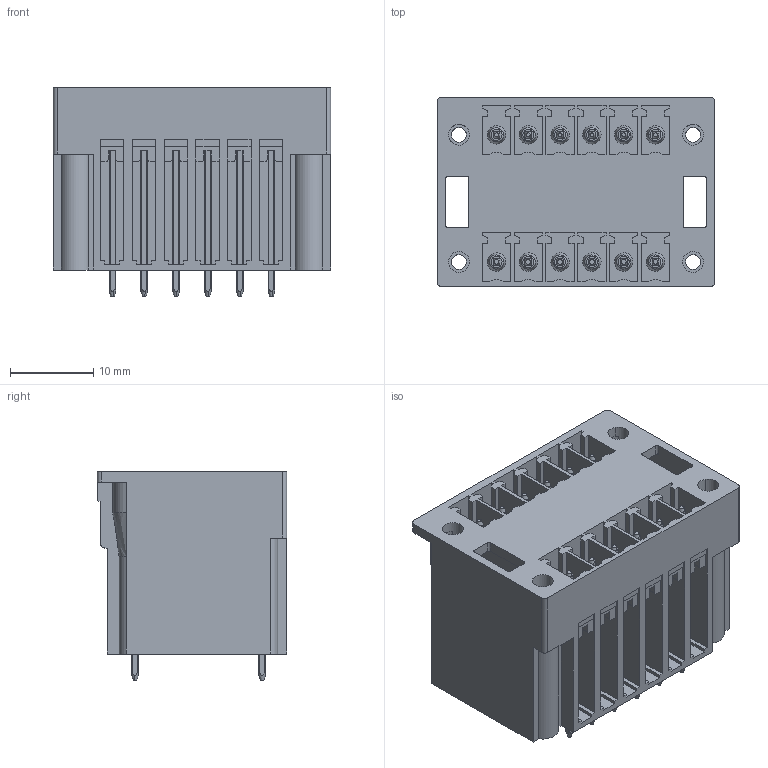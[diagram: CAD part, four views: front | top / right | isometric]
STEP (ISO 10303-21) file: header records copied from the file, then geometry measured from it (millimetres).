
FILE_DESCRIPTION(('CATIA V5 STEP Exchange','CAx-IF Rec.Pracs.--- Model Styling and Organization---1.2---2011-12-15'),'2;1');
FILE_NAME ('D1447197_0', '2018-10-05T07:56:48+00:00', ('none'), ('Weidmueller'), 'CATIA Version 5-6 Release 2014', 'CATIA V5 STEP AP214', 'none');
FILE_SCHEMA(('AUTOMOTIVE_DESIGN { 1 0 10303 214 1 1 1 1 }'));
Length unit declared in the file: millimetre
Products named in the file (1): 1031520000
Bounding box: 33.25 x 22.7 x 25.1 mm (x, y, z)
Volume: 11019.7 mm3; surface area: 9471.3 mm2
Topology: 13 solids, 13 shells, 768 faces, 2094 edges, 1386 vertices
Faces by surface type: plane 484, cylinder 174, cone 86, torus 24
Entity records: 24647 total; most frequent: CARTESIAN_POINT 7031, ORIENTED_EDGE 4188, DIRECTION 2657, EDGE_CURVE 2094, VECTOR 1432, LINE 1432, VERTEX_POINT 1386, EDGE_LOOP 850
